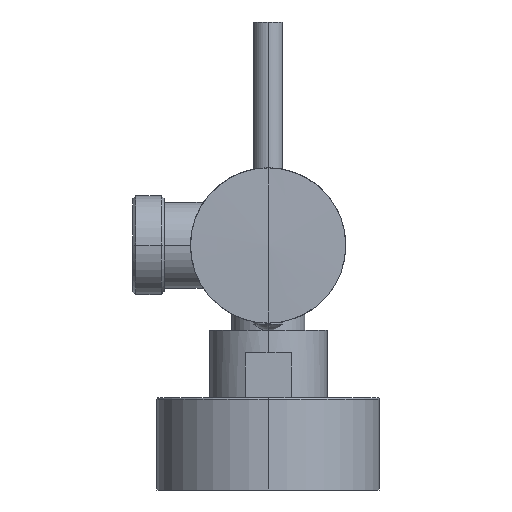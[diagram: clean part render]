
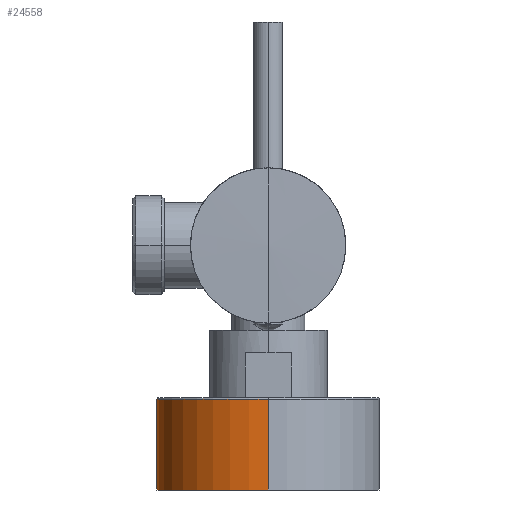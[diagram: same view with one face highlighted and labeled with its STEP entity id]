
A CAD part, left-side view. The second image highlights one B-rep face of the part: STEP entity #24558.
In plain terms, the highlighted cylindrical face has radius 29.75 mm (diameter 59.5 mm), a partial arc.
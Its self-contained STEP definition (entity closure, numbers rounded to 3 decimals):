
#707=CARTESIAN_POINT('',(-75.,0.,-41.25));
#708=DIRECTION('',(0.,0.,1.));
#709=DIRECTION('',(1.,0.,0.));
#710=AXIS2_PLACEMENT_3D('',#707,#708,#709);
#712=CARTESIAN_POINT('',(-75.,0.,-65.45));
#713=DIRECTION('',(0.,0.,-1.));
#714=DIRECTION('',(-1.,0.,0.));
#715=AXIS2_PLACEMENT_3D('',#712,#713,#714);
#722=DIRECTION('',(0.,0.,1.));
#723=VECTOR('',#722,24.2);
#724=CARTESIAN_POINT('',(-45.25,0.,-65.45));
#725=LINE('',#724,#723);
#731=DIRECTION('',(0.,0.,1.));
#732=VECTOR('',#731,24.2);
#733=CARTESIAN_POINT('',(-104.75,0.,-65.45));
#734=LINE('',#733,#732);
#23981=CARTESIAN_POINT('',(-104.75,0.,-65.45));
#23982=CARTESIAN_POINT('',(-45.25,0.,-65.45));
#23983=VERTEX_POINT('',#23981);
#23984=VERTEX_POINT('',#23982);
#24001=CARTESIAN_POINT('',(-104.75,0.,-41.25));
#24002=CARTESIAN_POINT('',(-45.25,0.,-41.25));
#24003=VERTEX_POINT('',#24001);
#24004=VERTEX_POINT('',#24002);
#24544=CARTESIAN_POINT('',(-75.,0.,-39.515));
#24545=DIRECTION('',(0.,0.,-1.));
#24546=DIRECTION('',(1.,0.,0.));
#24547=AXIS2_PLACEMENT_3D('',#24544,#24545,#24546);
#24548=CYLINDRICAL_SURFACE('',#24547,29.75);
#24549=ORIENTED_EDGE('',*,*,#24531,.T.);
#24551=ORIENTED_EDGE('',*,*,#24550,.F.);
#24553=ORIENTED_EDGE('',*,*,#24552,.T.);
#24555=ORIENTED_EDGE('',*,*,#24554,.T.);
#24556=EDGE_LOOP('',(#24549,#24551,#24553,#24555));
#24557=FACE_OUTER_BOUND('',#24556,.F.);
#24558=ADVANCED_FACE('',(#24557),#24548,.T.);
#711=CIRCLE('',#710,29.75);
#716=CIRCLE('',#715,29.75);
#24531=EDGE_CURVE('',#24004,#24003,#711,.T.);
#24550=EDGE_CURVE('',#23983,#24003,#734,.T.);
#24552=EDGE_CURVE('',#23983,#23984,#716,.T.);
#24554=EDGE_CURVE('',#23984,#24004,#725,.T.);
